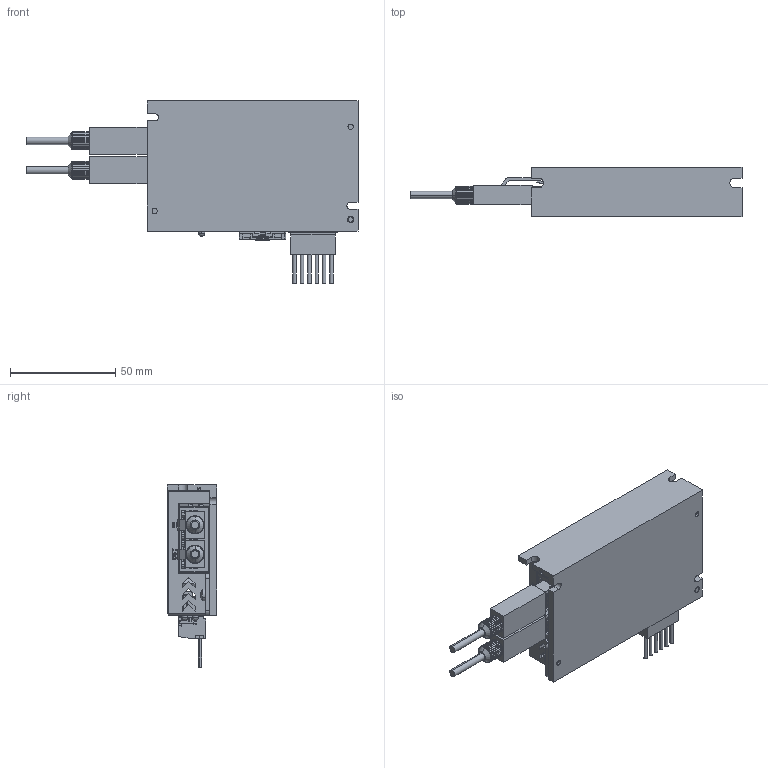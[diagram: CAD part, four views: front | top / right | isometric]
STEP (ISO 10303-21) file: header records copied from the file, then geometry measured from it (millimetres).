
FILE_DESCRIPTION (( 'STEP AP214' ), '1' );
FILE_NAME ('STF03_06-EC 3D.STEP', '2021-09-10T02:00:05', ( '' ), ( '' ), 'SwSTEP 2.0', 'SolidWorks 2020', '' );
FILE_SCHEMA (( 'AUTOMOTIVE_DESIGN' ));
Length unit declared in the file: millimetre
Products named in the file (1): STF03_06-EC 3D
Bounding box: 157.58 x 23.5 x 86.56 mm (x, y, z)
Surface area: 83556.2 mm2 (no closed solid volume)
Topology: 0 solids, 53 shells, 5056 faces, 13714 edges, 8930 vertices
Faces by surface type: plane 3308, cylinder 1242, bspline 300, cone 118, torus 80, sphere 8
Entity records: 226152 total; most frequent: CARTESIAN_POINT 43322, ORIENTED_EDGE 27312, DIRECTION 24594, EDGE_CURVE 13688, LINE 9918, VECTOR 9918, VERTEX_POINT 8930, AXIS2_PLACEMENT_3D 7338
